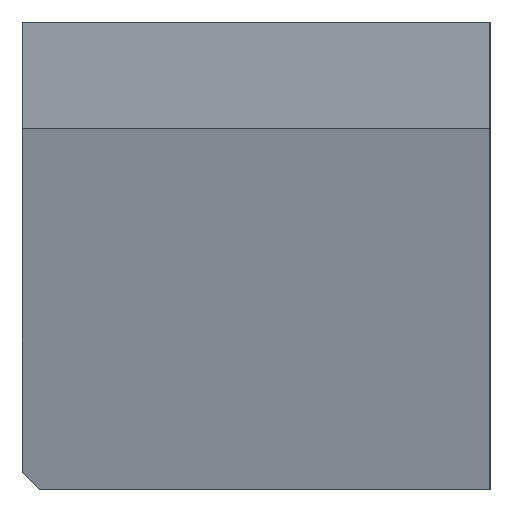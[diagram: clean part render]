
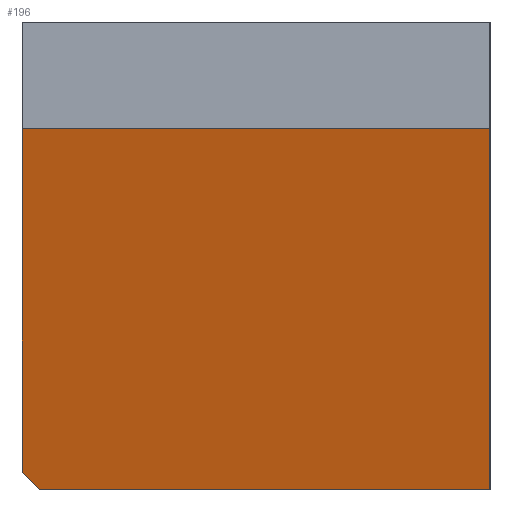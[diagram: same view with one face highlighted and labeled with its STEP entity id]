
A CAD part, left-side view. The second image highlights one B-rep face of the part: STEP entity #196.
In plain terms, the highlighted planar face has unit normal (-0.943, 0.334, 0).
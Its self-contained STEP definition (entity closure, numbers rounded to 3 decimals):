
#196=ADVANCED_FACE('NONE',(#466),#467,.F.);
#466=FACE_OUTER_BOUND('',#799,.T.);
#467=PLANE('',#800);
#799=EDGE_LOOP('',(#1453,#1454,#1455,#1456,#1457));
#800=AXIS2_PLACEMENT_3D('',#1458,#1459,#1460);
#1453=ORIENTED_EDGE('',*,*,#2226,.T.);
#1454=ORIENTED_EDGE('',*,*,#2286,.T.);
#1455=ORIENTED_EDGE('',*,*,#2287,.T.);
#1456=ORIENTED_EDGE('',*,*,#2210,.F.);
#1457=ORIENTED_EDGE('',*,*,#2288,.T.);
#1458=CARTESIAN_POINT('',(-14.01,-39.5,79.0));
#1459=DIRECTION('',(0.942,-0.334,0.0));
#1460=DIRECTION('',(0.0,0.0,-1.0));
#2210=EDGE_CURVE('NONE',#2751,#2753,#2754,.T.);
#2226=EDGE_CURVE('NONE',#2775,#2773,#2776,.T.);
#2286=EDGE_CURVE('NONE',#2773,#2874,#2875,.T.);
#2287=EDGE_CURVE('NONE',#2874,#2753,#2876,.T.);
#2288=EDGE_CURVE('NONE',#2751,#2775,#2877,.T.);
#2751=VERTEX_POINT('NONE',#3483);
#2753=VERTEX_POINT('NONE',#3486);
#2754=LINE('',#3487,#3488);
#2773=VERTEX_POINT('NONE',#3513);
#2775=VERTEX_POINT('NONE',#3516);
#2776=LINE('',#3517,#3518);
#2874=VERTEX_POINT('NONE',#3672);
#2875=LINE('',#3673,#3674);
#2876=LINE('',#3675,#3676);
#2877=LINE('',#3677,#3678);
#3483=CARTESIAN_POINT('',(-14.01,-39.5,61.0));
#3486=CARTESIAN_POINT('',(-14.01,-39.5,0.0));
#3487=CARTESIAN_POINT('',(-14.01,-39.5,79.0));
#3488=VECTOR('',#4058,1000.0);
#3513=CARTESIAN_POINT('',(14.01,39.5,3.));
#3516=CARTESIAN_POINT('',(14.01,39.5,61.0));
#3517=CARTESIAN_POINT('',(14.01,39.5,79.0));
#3518=VECTOR('',#4084,1000.0);
#3672=CARTESIAN_POINT('',(12.946,36.5,0.0));
#3673=CARTESIAN_POINT('',(14.01,39.5,3.));
#3674=VECTOR('',#4147,1000.0);
#3675=CARTESIAN_POINT('',(-14.01,-39.5,0.0));
#3676=VECTOR('',#4148,1000.0);
#3677=CARTESIAN_POINT('',(-14.01,-39.5,61.0));
#3678=VECTOR('',#4149,1000.0);
#4058=DIRECTION('',(-0.0,-0.0,-1.0));
#4084=DIRECTION('',(-0.0,-0.0,-1.0));
#4147=DIRECTION('',(-0.243,-0.686,-0.686));
#4148=DIRECTION('',(-0.334,-0.942,-0.0));
#4149=DIRECTION('',(0.334,0.942,0.0));
